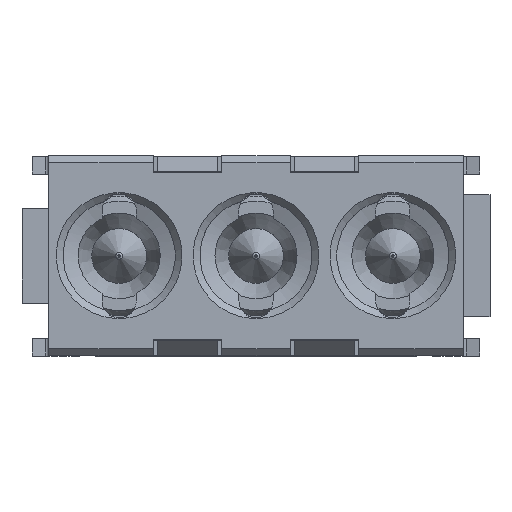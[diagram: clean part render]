
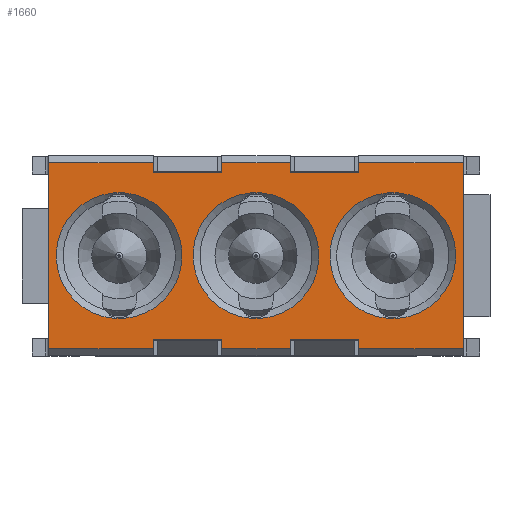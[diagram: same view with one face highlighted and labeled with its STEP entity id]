
A CAD part, top view. The second image highlights one B-rep face of the part: STEP entity #1660.
In plain terms, the highlighted planar face has unit normal (0, 0, 1).
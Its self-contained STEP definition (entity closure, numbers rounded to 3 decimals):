
#1660=ADVANCED_FACE('',(#4756,#4757,#4758,#4759),#2210,.T.);
#2210=PLANE('',#15983);
#2869=LINE('',#25305,#3771);
#3029=LINE('',#25750,#3931);
#3033=LINE('',#25759,#3935);
#3036=LINE('',#25765,#3938);
#3040=LINE('',#25774,#3942);
#3044=LINE('',#25783,#3946);
#3046=LINE('',#25786,#3948);
#3047=LINE('',#25788,#3949);
#3048=LINE('',#25790,#3950);
#3049=LINE('',#25792,#3951);
#3050=LINE('',#25794,#3952);
#3051=LINE('',#25796,#3953);
#3052=LINE('',#25798,#3954);
#3053=LINE('',#25799,#3955);
#3054=LINE('',#25800,#3956);
#3055=LINE('',#25802,#3957);
#3056=LINE('',#25804,#3958);
#3057=LINE('',#25805,#3959);
#3058=LINE('',#25807,#3960);
#3059=LINE('',#25809,#3961);
#3771=VECTOR('',#18530,1.);
#3931=VECTOR('',#18972,1.);
#3935=VECTOR('',#18978,1.);
#3938=VECTOR('',#18983,1.);
#3942=VECTOR('',#18989,1.);
#3946=VECTOR('',#18995,1.);
#3948=VECTOR('',#18999,1.);
#3949=VECTOR('',#19000,1.);
#3950=VECTOR('',#19001,1.);
#3951=VECTOR('',#19002,1.);
#3952=VECTOR('',#19003,1.);
#3953=VECTOR('',#19004,1.);
#3954=VECTOR('',#19005,1.);
#3955=VECTOR('',#19006,1.);
#3956=VECTOR('',#19007,1.);
#3957=VECTOR('',#19008,1.);
#3958=VECTOR('',#19009,1.);
#3959=VECTOR('',#19010,1.);
#3960=VECTOR('',#19011,1.);
#3961=VECTOR('',#19012,1.);
#4446=CIRCLE('',#15758,4.6);
#4485=CIRCLE('',#15828,4.6);
#4486=CIRCLE('',#15830,4.6);
#4756=FACE_BOUND('',#5464,.T.);
#4757=FACE_BOUND('',#5465,.T.);
#4758=FACE_BOUND('',#5466,.T.);
#4759=FACE_BOUND('',#5467,.T.);
#5464=EDGE_LOOP('',(#8728));
#5465=EDGE_LOOP('',(#8729));
#5466=EDGE_LOOP('',(#8730));
#5467=EDGE_LOOP('',(#8731,#8732,#8733,#8734,#8735,#8736,#8737,#8738,#8739,
#8740,#8741,#8742,#8743,#8744,#8745,#8746,#8747,#8748,#8749,#8750));
#8728=ORIENTED_EDGE('',*,*,#13181,.T.);
#8729=ORIENTED_EDGE('',*,*,#13180,.T.);
#8730=ORIENTED_EDGE('',*,*,#13075,.T.);
#8731=ORIENTED_EDGE('',*,*,#13199,.F.);
#8732=ORIENTED_EDGE('',*,*,#13442,.T.);
#8733=ORIENTED_EDGE('',*,*,#13444,.F.);
#8734=ORIENTED_EDGE('',*,*,#13445,.F.);
#8735=ORIENTED_EDGE('',*,*,#13446,.F.);
#8736=ORIENTED_EDGE('',*,*,#13447,.T.);
#8737=ORIENTED_EDGE('',*,*,#13448,.F.);
#8738=ORIENTED_EDGE('',*,*,#13449,.F.);
#8739=ORIENTED_EDGE('',*,*,#13450,.F.);
#8740=ORIENTED_EDGE('',*,*,#13431,.T.);
#8741=ORIENTED_EDGE('',*,*,#13451,.F.);
#8742=ORIENTED_EDGE('',*,*,#13427,.T.);
#8743=ORIENTED_EDGE('',*,*,#13452,.F.);
#8744=ORIENTED_EDGE('',*,*,#13453,.F.);
#8745=ORIENTED_EDGE('',*,*,#13454,.F.);
#8746=ORIENTED_EDGE('',*,*,#13438,.T.);
#8747=ORIENTED_EDGE('',*,*,#13455,.F.);
#8748=ORIENTED_EDGE('',*,*,#13456,.F.);
#8749=ORIENTED_EDGE('',*,*,#13457,.F.);
#8750=ORIENTED_EDGE('',*,*,#13434,.T.);
#11172=VERTEX_POINT('',#24939);
#11239=VERTEX_POINT('',#25226);
#11240=VERTEX_POINT('',#25229);
#11250=VERTEX_POINT('',#25304);
#11251=VERTEX_POINT('',#25306);
#11393=VERTEX_POINT('',#25748);
#11395=VERTEX_POINT('',#25751);
#11397=VERTEX_POINT('',#25757);
#11399=VERTEX_POINT('',#25760);
#11401=VERTEX_POINT('',#25766);
#11403=VERTEX_POINT('',#25772);
#11405=VERTEX_POINT('',#25775);
#11407=VERTEX_POINT('',#25781);
#11409=VERTEX_POINT('',#25787);
#11410=VERTEX_POINT('',#25789);
#11411=VERTEX_POINT('',#25791);
#11412=VERTEX_POINT('',#25793);
#11413=VERTEX_POINT('',#25795);
#11414=VERTEX_POINT('',#25797);
#11415=VERTEX_POINT('',#25801);
#11416=VERTEX_POINT('',#25803);
#11417=VERTEX_POINT('',#25806);
#11418=VERTEX_POINT('',#25808);
#13075=EDGE_CURVE('',#11172,#11172,#4446,.T.);
#13180=EDGE_CURVE('',#11239,#11239,#4485,.T.);
#13181=EDGE_CURVE('',#11240,#11240,#4486,.T.);
#13199=EDGE_CURVE('',#11250,#11251,#2869,.T.);
#13427=EDGE_CURVE('',#11395,#11393,#3029,.T.);
#13431=EDGE_CURVE('',#11399,#11397,#3033,.T.);
#13434=EDGE_CURVE('',#11401,#11251,#3036,.T.);
#13438=EDGE_CURVE('',#11405,#11403,#3040,.T.);
#13442=EDGE_CURVE('',#11250,#11407,#3044,.T.);
#13444=EDGE_CURVE('',#11409,#11407,#3046,.T.);
#13445=EDGE_CURVE('',#11410,#11409,#3047,.T.);
#13446=EDGE_CURVE('',#11411,#11410,#3048,.T.);
#13447=EDGE_CURVE('',#11411,#11412,#3049,.T.);
#13448=EDGE_CURVE('',#11413,#11412,#3050,.T.);
#13449=EDGE_CURVE('',#11414,#11413,#3051,.T.);
#13450=EDGE_CURVE('',#11399,#11414,#3052,.T.);
#13451=EDGE_CURVE('',#11395,#11397,#3053,.T.);
#13452=EDGE_CURVE('',#11415,#11393,#3054,.T.);
#13453=EDGE_CURVE('',#11416,#11415,#3055,.T.);
#13454=EDGE_CURVE('',#11405,#11416,#3056,.T.);
#13455=EDGE_CURVE('',#11417,#11403,#3057,.T.);
#13456=EDGE_CURVE('',#11418,#11417,#3058,.T.);
#13457=EDGE_CURVE('',#11401,#11418,#3059,.T.);
#15758=AXIS2_PLACEMENT_3D('',#24938,#18295,#18296);
#15828=AXIS2_PLACEMENT_3D('',#25225,#18497,#18498);
#15830=AXIS2_PLACEMENT_3D('',#25228,#18501,#18502);
#15983=AXIS2_PLACEMENT_3D('',#25810,#19013,#19014);
#18295=DIRECTION('',(0.,0.,-1.));
#18296=DIRECTION('',(1.,0.,0.));
#18497=DIRECTION('',(0.,0.,-1.));
#18498=DIRECTION('',(1.,0.,0.));
#18501=DIRECTION('',(0.,0.,-1.));
#18502=DIRECTION('',(1.,0.,0.));
#18530=DIRECTION('',(0.,1.,0.));
#18972=DIRECTION('',(-1.,0.,0.));
#18978=DIRECTION('',(1.,0.,0.));
#18983=DIRECTION('',(-1.,0.,0.));
#18989=DIRECTION('',(-1.,0.,0.));
#18995=DIRECTION('',(1.,0.,0.));
#18999=DIRECTION('',(0.,-1.,0.));
#19000=DIRECTION('',(-1.,0.,0.));
#19001=DIRECTION('',(0.,1.,0.));
#19002=DIRECTION('',(1.,0.,0.));
#19003=DIRECTION('',(0.,-1.,0.));
#19004=DIRECTION('',(-1.,0.,0.));
#19005=DIRECTION('',(0.,1.,0.));
#19006=DIRECTION('',(0.,-1.,0.));
#19007=DIRECTION('',(0.,1.,0.));
#19008=DIRECTION('',(1.,0.,0.));
#19009=DIRECTION('',(0.,-1.,0.));
#19010=DIRECTION('',(0.,1.,0.));
#19011=DIRECTION('',(1.,0.,0.));
#19012=DIRECTION('',(0.,-1.,0.));
#19013=DIRECTION('',(0.,0.,1.));
#19014=DIRECTION('',(1.,0.,0.));
#24938=CARTESIAN_POINT('',(-10.,0.,0.));
#24939=CARTESIAN_POINT('',(-8.809,-4.443,0.));
#25225=CARTESIAN_POINT('',(0.,0.,0.));
#25226=CARTESIAN_POINT('',(1.191,-4.443,0.));
#25228=CARTESIAN_POINT('',(10.,0.,0.));
#25229=CARTESIAN_POINT('',(11.191,-4.443,0.));
#25304=CARTESIAN_POINT('',(-15.15,-6.8,0.));
#25305=CARTESIAN_POINT('',(-15.15,-7.3,0.));
#25306=CARTESIAN_POINT('',(-15.15,6.8,0.));
#25748=CARTESIAN_POINT('',(7.5,6.8,0.));
#25750=CARTESIAN_POINT('',(10.,6.8,0.));
#25751=CARTESIAN_POINT('',(15.15,6.8,0.));
#25757=CARTESIAN_POINT('',(15.15,-6.8,0.));
#25759=CARTESIAN_POINT('',(10.,-6.8,0.));
#25760=CARTESIAN_POINT('',(7.5,-6.8,0.));
#25765=CARTESIAN_POINT('',(10.,6.8,0.));
#25766=CARTESIAN_POINT('',(-7.5,6.8,0.));
#25772=CARTESIAN_POINT('',(-2.5,6.8,0.));
#25774=CARTESIAN_POINT('',(10.,6.8,0.));
#25775=CARTESIAN_POINT('',(2.5,6.8,0.));
#25781=CARTESIAN_POINT('',(-7.5,-6.8,0.));
#25783=CARTESIAN_POINT('',(10.,-6.8,0.));
#25786=CARTESIAN_POINT('',(-7.5,-6.1,0.));
#25787=CARTESIAN_POINT('',(-7.5,-6.1,0.));
#25788=CARTESIAN_POINT('',(-2.5,-6.1,0.));
#25789=CARTESIAN_POINT('',(-2.5,-6.1,0.));
#25790=CARTESIAN_POINT('',(-2.5,-7.3,0.));
#25791=CARTESIAN_POINT('',(-2.5,-6.8,0.));
#25792=CARTESIAN_POINT('',(10.,-6.8,0.));
#25793=CARTESIAN_POINT('',(2.5,-6.8,0.));
#25794=CARTESIAN_POINT('',(2.5,-6.1,0.));
#25795=CARTESIAN_POINT('',(2.5,-6.1,0.));
#25796=CARTESIAN_POINT('',(7.5,-6.1,0.));
#25797=CARTESIAN_POINT('',(7.5,-6.1,0.));
#25798=CARTESIAN_POINT('',(7.5,-7.3,0.));
#25799=CARTESIAN_POINT('',(15.15,7.3,0.));
#25800=CARTESIAN_POINT('',(7.5,6.1,0.));
#25801=CARTESIAN_POINT('',(7.5,6.1,0.));
#25802=CARTESIAN_POINT('',(2.5,6.1,0.));
#25803=CARTESIAN_POINT('',(2.5,6.1,0.));
#25804=CARTESIAN_POINT('',(2.5,7.3,0.));
#25805=CARTESIAN_POINT('',(-2.5,6.1,0.));
#25806=CARTESIAN_POINT('',(-2.5,6.1,0.));
#25807=CARTESIAN_POINT('',(-7.5,6.1,0.));
#25808=CARTESIAN_POINT('',(-7.5,6.1,0.));
#25809=CARTESIAN_POINT('',(-7.5,7.3,0.));
#25810=CARTESIAN_POINT('',(10.,-3.3,0.));
